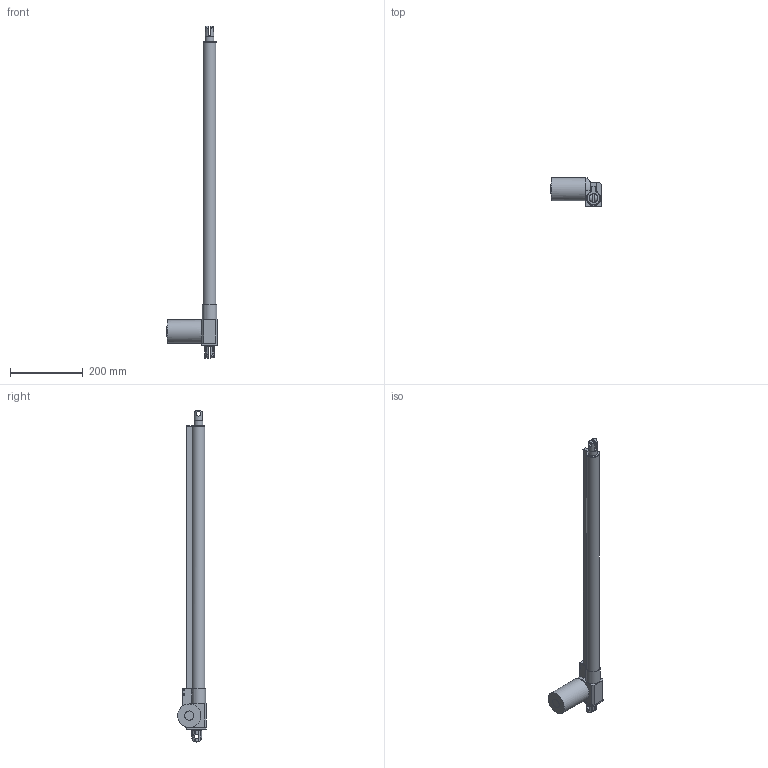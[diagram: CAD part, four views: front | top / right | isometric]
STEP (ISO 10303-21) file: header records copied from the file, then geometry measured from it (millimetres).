
FILE_DESCRIPTION(/* description */ (''),/* implementation_level */ '2;1');
FILE_NAME(/* name */ 'FA-XXX-L-12-28.step',/* time_stamp */ '2019-09-04T15:14:12-07:00',/* author */ (''),/* organization */ (''),/* preprocessor_version */ 'ST-DEVELOPER v18',/* originating_system */ 'Autodesk Translation Framework v8.6.0.1094',/* authorisation */ '');
FILE_SCHEMA (('AUTOMOTIVE_DESIGN { 1 0 10303 214 3 1 1 }'));
Length unit declared in the file: inch
Products named in the file (1): (Unsaved)
Bounding box: 139.7 x 78.64 x 912.47 mm (x, y, z)
Volume: 1390793.4 mm3; surface area: 180855.8 mm2
Topology: 1 solids, 1 shells, 178 faces, 432 edges, 276 vertices
Faces by surface type: plane 137, cylinder 40, torus 1
Full cylindrical faces by diameter (mm): 1.27 x2, 1.904 x1, 3 x7, 12.7 x4, 23.213 x1, 24.13 x1, 25.4 x1, 27.94 x1, 63.757 x1
Entity records: 5423 total; most frequent: CARTESIAN_POINT 1139, DIRECTION 876, ORIENTED_EDGE 864, EDGE_CURVE 432, LINE 296, VECTOR 296, AXIS2_PLACEMENT_3D 290, VERTEX_POINT 276
